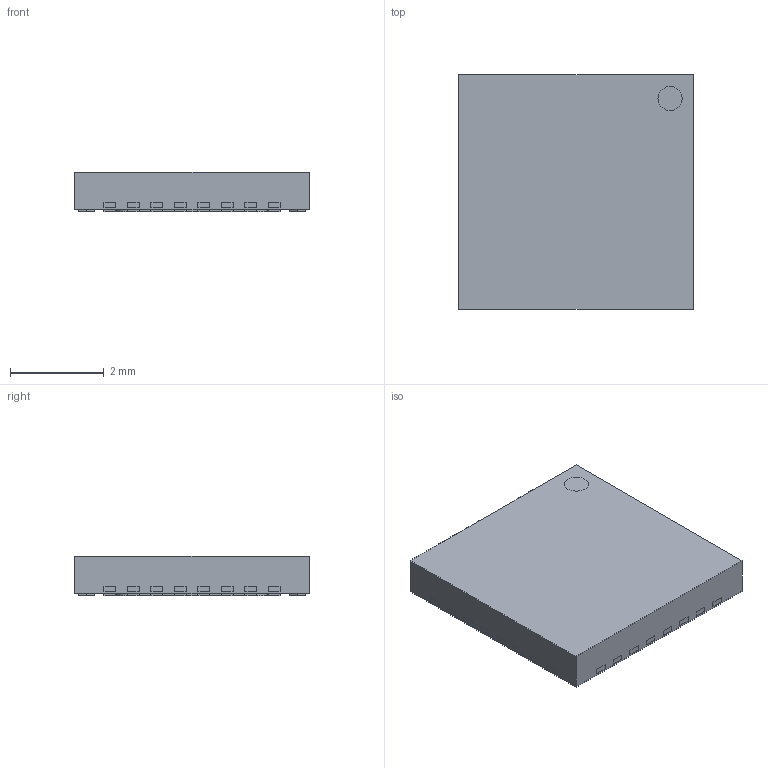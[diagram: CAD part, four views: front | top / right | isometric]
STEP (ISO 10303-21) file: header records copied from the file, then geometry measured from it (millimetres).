
FILE_DESCRIPTION (( 'STEP AP214' ), '1' );
FILE_NAME ('User Library-QFN32 (FTDI).STEP', '2012-03-11T13:16:05', ( 'sysAdmin' ), ( 'SolidWorks' ), 'SwSTEP 2.0', 'SolidWorks 2012', '' );
FILE_SCHEMA (( 'AUTOMOTIVE_DESIGN' ));
Length unit declared in the file: millimetre
Products named in the file (4): User Library-QFN32 (FTDI)_Beschriftung_1; User Library-QFN32 (FTDI)_K_X_F6rper_1; User Library-QFN32 (FTDI)_Anschl_X_FCsse_1; User Library-QFN32 (FTDI)
Assembly tree (3 placements, depth 2):
  User Library-QFN32 (FTDI)
    User Library-QFN32 (FTDI)_Anschl_X_FCsse_1
    User Library-QFN32 (FTDI)_K_X_F6rper_1
    User Library-QFN32 (FTDI)_Beschriftung_1
Bounding box: 5 x 5 x 0.85 mm (x, y, z)
Volume: 20 mm3; surface area: 123.5 mm2
Topology: 2 solids, 3 shells, 466 faces, 1254 edges, 829 vertices
Faces by surface type: plane 456, cylinder 10
Entity records: 19555 total; most frequent: CARTESIAN_POINT 2559, ORIENTED_EDGE 2506, DIRECTION 2220, EDGE_CURVE 1254, VECTOR 1234, LINE 1234, VERTEX_POINT 832, EDGE_LOOP 505
